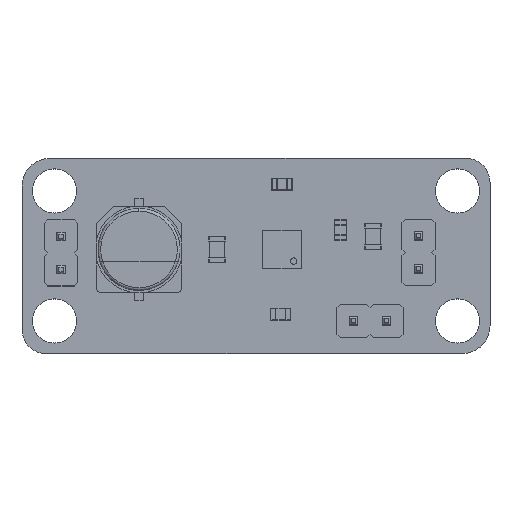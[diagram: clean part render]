
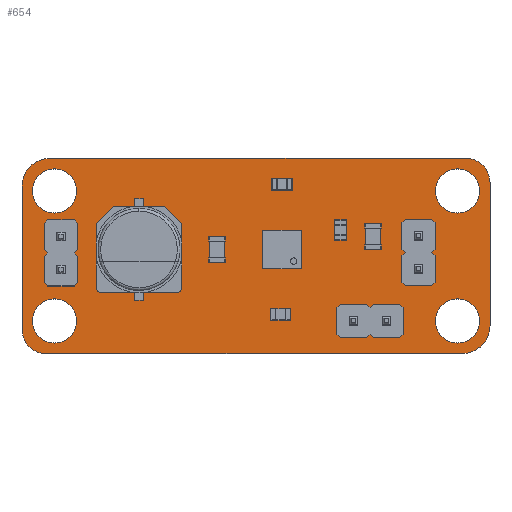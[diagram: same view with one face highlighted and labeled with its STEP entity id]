
A CAD part, top view. The second image highlights one B-rep face of the part: STEP entity #654.
In plain terms, the highlighted planar face has unit normal (0, 0, 1).
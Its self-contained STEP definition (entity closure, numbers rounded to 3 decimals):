
#73 = VERTEX_POINT('',#74);
#74 = CARTESIAN_POINT('',(132.121,-88.,0.));
#91 = VERTEX_POINT('',#92);
#92 = CARTESIAN_POINT('',(164.179,-88.,0.));
#98 = EDGE_CURVE('',#73,#91,#99,.T.);
#99 = LINE('',#100,#101);
#100 = CARTESIAN_POINT('',(132.121,-88.,0.));
#101 = VECTOR('',#102,1.);
#102 = DIRECTION('',(1.,0.,0.));
#113 = VERTEX_POINT('',#114);
#114 = CARTESIAN_POINT('',(130.,-90.121,0.));
#130 = EDGE_CURVE('',#113,#73,#131,.T.);
#131 = CIRCLE('',#132,2.121);
#132 = AXIS2_PLACEMENT_3D('',#133,#134,#135);
#133 = CARTESIAN_POINT('',(132.121,-90.121,0.));
#134 = DIRECTION('',(0.,0.,-1.));
#135 = DIRECTION('',(-1.,0.,0.));
#156 = VERTEX_POINT('',#157);
#157 = CARTESIAN_POINT('',(166.,-89.821,0.));
#163 = EDGE_CURVE('',#91,#156,#164,.T.);
#164 = CIRCLE('',#165,1.821);
#165 = AXIS2_PLACEMENT_3D('',#166,#167,#168);
#166 = CARTESIAN_POINT('',(164.179,-89.821,0.));
#167 = DIRECTION('',(0.,0.,-1.));
#168 = DIRECTION('',(0.,1.,0.));
#179 = VERTEX_POINT('',#180);
#180 = CARTESIAN_POINT('',(130.,-101.179,0.));
#195 = EDGE_CURVE('',#179,#113,#196,.T.);
#196 = LINE('',#197,#198);
#197 = CARTESIAN_POINT('',(130.,-101.179,0.));
#198 = VECTOR('',#199,1.);
#199 = DIRECTION('',(0.,1.,0.));
#219 = VERTEX_POINT('',#220);
#220 = CARTESIAN_POINT('',(166.,-100.879,0.));
#226 = EDGE_CURVE('',#156,#219,#227,.T.);
#227 = LINE('',#228,#229);
#228 = CARTESIAN_POINT('',(166.,-89.821,0.));
#229 = VECTOR('',#230,1.);
#230 = DIRECTION('',(0.,-1.,0.));
#241 = VERTEX_POINT('',#242);
#242 = CARTESIAN_POINT('',(131.821,-103.,0.));
#258 = EDGE_CURVE('',#241,#179,#259,.T.);
#259 = CIRCLE('',#260,1.821);
#260 = AXIS2_PLACEMENT_3D('',#261,#262,#263);
#261 = CARTESIAN_POINT('',(131.821,-101.179,0.));
#262 = DIRECTION('',(0.,0.,-1.));
#263 = DIRECTION('',(0.,-1.,0.));
#284 = VERTEX_POINT('',#285);
#285 = CARTESIAN_POINT('',(163.879,-103.,0.));
#291 = EDGE_CURVE('',#219,#284,#292,.T.);
#292 = CIRCLE('',#293,2.121);
#293 = AXIS2_PLACEMENT_3D('',#294,#295,#296);
#294 = CARTESIAN_POINT('',(163.879,-100.879,0.));
#295 = DIRECTION('',(0.,0.,-1.));
#296 = DIRECTION('',(1.,0.,0.));
#314 = EDGE_CURVE('',#284,#241,#315,.T.);
#315 = LINE('',#316,#317);
#316 = CARTESIAN_POINT('',(163.879,-103.,0.));
#317 = VECTOR('',#318,1.);
#318 = DIRECTION('',(-1.,0.,0.));
#329 = VERTEX_POINT('',#330);
#330 = CARTESIAN_POINT('',(161.,-96.5,0.));
#346 = EDGE_CURVE('',#329,#329,#347,.T.);
#347 = CIRCLE('',#348,0.5);
#348 = AXIS2_PLACEMENT_3D('',#349,#350,#351);
#349 = CARTESIAN_POINT('',(160.5,-96.5,0.));
#350 = DIRECTION('',(0.,0.,1.));
#351 = DIRECTION('',(1.,0.,0.));
#362 = VERTEX_POINT('',#363);
#363 = CARTESIAN_POINT('',(161.,-93.96,0.));
#379 = EDGE_CURVE('',#362,#362,#380,.T.);
#380 = CIRCLE('',#381,0.5);
#381 = AXIS2_PLACEMENT_3D('',#382,#383,#384);
#382 = CARTESIAN_POINT('',(160.5,-93.96,0.));
#383 = DIRECTION('',(0.,0.,1.));
#384 = DIRECTION('',(1.,0.,0.));
#395 = VERTEX_POINT('',#396);
#396 = CARTESIAN_POINT('',(165.2,-90.5,0.));
#412 = EDGE_CURVE('',#395,#395,#413,.T.);
#413 = CIRCLE('',#414,1.7);
#414 = AXIS2_PLACEMENT_3D('',#415,#416,#417);
#415 = CARTESIAN_POINT('',(163.5,-90.5,0.));
#416 = DIRECTION('',(0.,0.,1.));
#417 = DIRECTION('',(1.,0.,0.));
#428 = VERTEX_POINT('',#429);
#429 = CARTESIAN_POINT('',(156.,-100.5,0.));
#445 = EDGE_CURVE('',#428,#428,#446,.T.);
#446 = CIRCLE('',#447,0.5);
#447 = AXIS2_PLACEMENT_3D('',#448,#449,#450);
#448 = CARTESIAN_POINT('',(155.5,-100.5,0.));
#449 = DIRECTION('',(0.,0.,1.));
#450 = DIRECTION('',(1.,0.,0.));
#461 = VERTEX_POINT('',#462);
#462 = CARTESIAN_POINT('',(158.54,-100.5,0.));
#478 = EDGE_CURVE('',#461,#461,#479,.T.);
#479 = CIRCLE('',#480,0.5);
#480 = AXIS2_PLACEMENT_3D('',#481,#482,#483);
#481 = CARTESIAN_POINT('',(158.04,-100.5,0.));
#482 = DIRECTION('',(0.,0.,1.));
#483 = DIRECTION('',(1.,0.,0.));
#494 = VERTEX_POINT('',#495);
#495 = CARTESIAN_POINT('',(165.2,-100.5,0.));
#511 = EDGE_CURVE('',#494,#494,#512,.T.);
#512 = CIRCLE('',#513,1.7);
#513 = AXIS2_PLACEMENT_3D('',#514,#515,#516);
#514 = CARTESIAN_POINT('',(163.5,-100.5,0.));
#515 = DIRECTION('',(0.,0.,1.));
#516 = DIRECTION('',(1.,0.,0.));
#527 = VERTEX_POINT('',#528);
#528 = CARTESIAN_POINT('',(134.2,-100.5,0.));
#544 = EDGE_CURVE('',#527,#527,#545,.T.);
#545 = CIRCLE('',#546,1.7);
#546 = AXIS2_PLACEMENT_3D('',#547,#548,#549);
#547 = CARTESIAN_POINT('',(132.5,-100.5,0.));
#548 = DIRECTION('',(0.,0.,1.));
#549 = DIRECTION('',(1.,0.,0.));
#560 = VERTEX_POINT('',#561);
#561 = CARTESIAN_POINT('',(133.5,-96.54,0.));
#577 = EDGE_CURVE('',#560,#560,#578,.T.);
#578 = CIRCLE('',#579,0.5);
#579 = AXIS2_PLACEMENT_3D('',#580,#581,#582);
#580 = CARTESIAN_POINT('',(133.,-96.54,0.));
#581 = DIRECTION('',(0.,0.,1.));
#582 = DIRECTION('',(1.,0.,0.));
#593 = VERTEX_POINT('',#594);
#594 = CARTESIAN_POINT('',(134.2,-90.5,0.));
#610 = EDGE_CURVE('',#593,#593,#611,.T.);
#611 = CIRCLE('',#612,1.7);
#612 = AXIS2_PLACEMENT_3D('',#613,#614,#615);
#613 = CARTESIAN_POINT('',(132.5,-90.5,0.));
#614 = DIRECTION('',(0.,0.,1.));
#615 = DIRECTION('',(1.,0.,0.));
#626 = VERTEX_POINT('',#627);
#627 = CARTESIAN_POINT('',(133.5,-94.,0.));
#643 = EDGE_CURVE('',#626,#626,#644,.T.);
#644 = CIRCLE('',#645,0.5);
#645 = AXIS2_PLACEMENT_3D('',#646,#647,#648);
#646 = CARTESIAN_POINT('',(133.,-94.,0.));
#647 = DIRECTION('',(0.,0.,1.));
#648 = DIRECTION('',(1.,0.,0.));
#654 = ADVANCED_FACE('',(#655,#665,#668,#671,#674,#677,#680,#683,#686,
    #689,#692),#695,.T.);
#655 = FACE_BOUND('',#656,.T.);
#656 = EDGE_LOOP('',(#657,#658,#659,#660,#661,#662,#663,#664));
#657 = ORIENTED_EDGE('',*,*,#98,.F.);
#658 = ORIENTED_EDGE('',*,*,#130,.F.);
#659 = ORIENTED_EDGE('',*,*,#195,.F.);
#660 = ORIENTED_EDGE('',*,*,#258,.F.);
#661 = ORIENTED_EDGE('',*,*,#314,.F.);
#662 = ORIENTED_EDGE('',*,*,#291,.F.);
#663 = ORIENTED_EDGE('',*,*,#226,.F.);
#664 = ORIENTED_EDGE('',*,*,#163,.F.);
#665 = FACE_BOUND('',#666,.T.);
#666 = EDGE_LOOP('',(#667));
#667 = ORIENTED_EDGE('',*,*,#346,.F.);
#668 = FACE_BOUND('',#669,.T.);
#669 = EDGE_LOOP('',(#670));
#670 = ORIENTED_EDGE('',*,*,#379,.F.);
#671 = FACE_BOUND('',#672,.T.);
#672 = EDGE_LOOP('',(#673));
#673 = ORIENTED_EDGE('',*,*,#412,.F.);
#674 = FACE_BOUND('',#675,.T.);
#675 = EDGE_LOOP('',(#676));
#676 = ORIENTED_EDGE('',*,*,#445,.F.);
#677 = FACE_BOUND('',#678,.T.);
#678 = EDGE_LOOP('',(#679));
#679 = ORIENTED_EDGE('',*,*,#478,.F.);
#680 = FACE_BOUND('',#681,.T.);
#681 = EDGE_LOOP('',(#682));
#682 = ORIENTED_EDGE('',*,*,#511,.F.);
#683 = FACE_BOUND('',#684,.T.);
#684 = EDGE_LOOP('',(#685));
#685 = ORIENTED_EDGE('',*,*,#544,.F.);
#686 = FACE_BOUND('',#687,.T.);
#687 = EDGE_LOOP('',(#688));
#688 = ORIENTED_EDGE('',*,*,#577,.F.);
#689 = FACE_BOUND('',#690,.T.);
#690 = EDGE_LOOP('',(#691));
#691 = ORIENTED_EDGE('',*,*,#610,.F.);
#692 = FACE_BOUND('',#693,.T.);
#693 = EDGE_LOOP('',(#694));
#694 = ORIENTED_EDGE('',*,*,#643,.F.);
#695 = PLANE('',#696);
#696 = AXIS2_PLACEMENT_3D('',#697,#698,#699);
#697 = CARTESIAN_POINT('',(132.121,-88.,0.));
#698 = DIRECTION('',(0.,0.,1.));
#699 = DIRECTION('',(1.,0.,0.));
